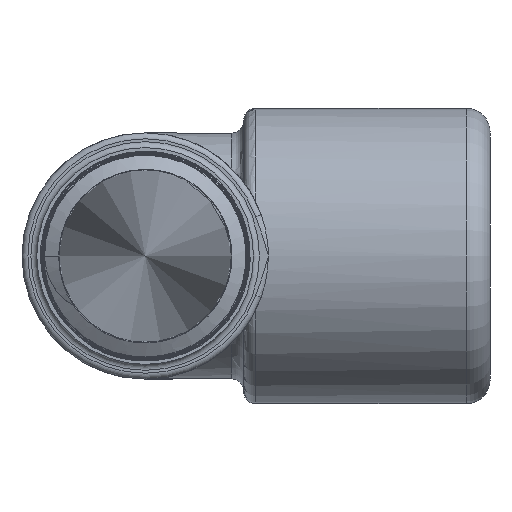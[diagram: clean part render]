
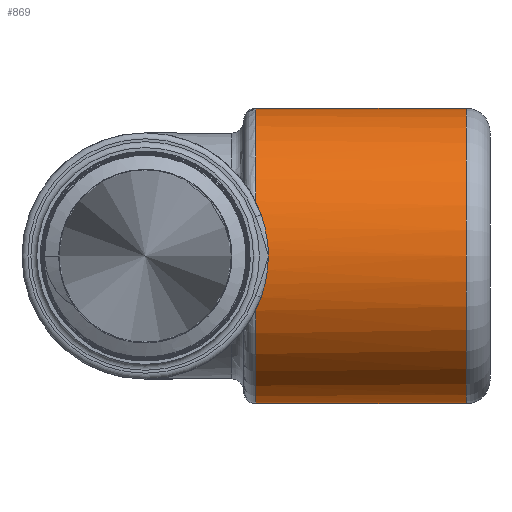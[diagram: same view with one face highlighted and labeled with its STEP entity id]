
A CAD part, front view. The second image highlights one B-rep face of the part: STEP entity #869.
In plain terms, the highlighted cylindrical face has radius 9.525 mm (diameter 19.05 mm), a full revolution.
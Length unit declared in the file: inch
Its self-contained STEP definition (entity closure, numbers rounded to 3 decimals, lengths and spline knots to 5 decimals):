
#54=CYLINDRICAL_SURFACE('',#989,0.375);
#85=CIRCLE('',#981,0.375);
#88=CIRCLE('',#985,0.375);
#89=CIRCLE('',#986,0.375);
#90=CIRCLE('',#987,0.375);
#129=FACE_OUTER_BOUND('',#181,.T.);
#181=EDGE_LOOP('',(#710,#711,#712,#713,#714,#715,#716,#717,#718,#719));
#245=B_SPLINE_CURVE_WITH_KNOTS('',3,(#2766,#2767,#2768,#2769),
 .UNSPECIFIED.,.F.,.F.,(4,4),(1.29554,1.5642),
 .UNSPECIFIED.);
#246=B_SPLINE_CURVE_WITH_KNOTS('',3,(#2794,#2795,#2796,#2797,#2798,#2799,
#2800),.UNSPECIFIED.,.F.,.F.,(4,3,4),(1.02687,1.29421,
1.29554),.UNSPECIFIED.);
#247=B_SPLINE_CURVE_WITH_KNOTS('',3,(#2803,#2804,#2805,#2806,#2807,#2808),
 .UNSPECIFIED.,.F.,.F.,(4,2,4),(0.93367,0.97837,1.02687),
 .UNSPECIFIED.);
#252=B_SPLINE_CURVE_WITH_KNOTS('',3,(#2863,#2864,#2865,#2866,#2867,#2868),
 .UNSPECIFIED.,.F.,.F.,(4,2,4),(1.5642,1.61271,1.65741),
 .UNSPECIFIED.);
#287=LINE('',#2889,#319);
#319=VECTOR('',#1173,0.375);
#388=VERTEX_POINT('',#2715);
#390=VERTEX_POINT('',#2731);
#391=VERTEX_POINT('',#2733);
#392=VERTEX_POINT('',#2802);
#401=VERTEX_POINT('',#2852);
#404=VERTEX_POINT('',#2880);
#405=VERTEX_POINT('',#2882);
#406=VERTEX_POINT('',#2884);
#502=EDGE_CURVE('',#388,#390,#245,.T.);
#503=EDGE_CURVE('',#391,#388,#246,.T.);
#504=EDGE_CURVE('',#392,#391,#247,.T.);
#514=EDGE_CURVE('',#390,#401,#252,.T.);
#518=EDGE_CURVE('',#392,#401,#85,.T.);
#521=EDGE_CURVE('',#404,#405,#88,.T.);
#522=EDGE_CURVE('',#405,#406,#89,.T.);
#523=EDGE_CURVE('',#406,#404,#90,.T.);
#525=EDGE_CURVE('',#405,#388,#287,.T.);
#710=ORIENTED_EDGE('',*,*,#523,.F.);
#711=ORIENTED_EDGE('',*,*,#522,.F.);
#712=ORIENTED_EDGE('',*,*,#525,.T.);
#713=ORIENTED_EDGE('',*,*,#502,.T.);
#714=ORIENTED_EDGE('',*,*,#514,.T.);
#715=ORIENTED_EDGE('',*,*,#518,.F.);
#716=ORIENTED_EDGE('',*,*,#504,.T.);
#717=ORIENTED_EDGE('',*,*,#503,.T.);
#718=ORIENTED_EDGE('',*,*,#525,.F.);
#719=ORIENTED_EDGE('',*,*,#521,.F.);
#869=ADVANCED_FACE('',(#129),#54,.T.);
#981=AXIS2_PLACEMENT_3D('',#2875,#1155,#1156);
#985=AXIS2_PLACEMENT_3D('',#2883,#1163,#1164);
#986=AXIS2_PLACEMENT_3D('',#2885,#1165,#1166);
#987=AXIS2_PLACEMENT_3D('',#2886,#1167,#1168);
#989=AXIS2_PLACEMENT_3D('',#2888,#1171,#1172);
#1155=DIRECTION('center_axis',(-1.,0.,0.));
#1156=DIRECTION('ref_axis',(0.,1.,0.));
#1163=DIRECTION('center_axis',(1.,0.,0.));
#1164=DIRECTION('ref_axis',(0.,-1.,0.));
#1165=DIRECTION('center_axis',(1.,0.,0.));
#1166=DIRECTION('ref_axis',(0.,-1.,0.));
#1167=DIRECTION('center_axis',(1.,0.,0.));
#1168=DIRECTION('ref_axis',(0.,-1.,0.));
#1171=DIRECTION('center_axis',(1.,0.,0.));
#1172=DIRECTION('ref_axis',(0.,1.,0.));
#1173=DIRECTION('',(-1.,0.,0.));
#2715=CARTESIAN_POINT('',(0.3125,-0.375,0.));
#2731=CARTESIAN_POINT('',(0.29433,-0.36,-0.105));
#2733=CARTESIAN_POINT('',(0.29433,-0.36,0.105));
#2766=CARTESIAN_POINT('Ctrl Pts',(0.3125,-0.375,0.));
#2767=CARTESIAN_POINT('Ctrl Pts',(0.3125,-0.375,-0.03526));
#2768=CARTESIAN_POINT('Ctrl Pts',(0.30627,-0.36976,
-0.07153));
#2769=CARTESIAN_POINT('Ctrl Pts',(0.29433,-0.36,-0.105));
#2794=CARTESIAN_POINT('Ctrl Pts',(0.29433,-0.36,0.105));
#2795=CARTESIAN_POINT('Ctrl Pts',(0.30573,-0.36932,
0.07306));
#2796=CARTESIAN_POINT('Ctrl Pts',(0.31252,-0.37502,
0.03607));
#2797=CARTESIAN_POINT('Ctrl Pts',(0.3125,-0.375,
0.00053));
#2798=CARTESIAN_POINT('Ctrl Pts',(0.3125,-0.375,0.00035));
#2799=CARTESIAN_POINT('Ctrl Pts',(0.3125,-0.375,0.00018));
#2800=CARTESIAN_POINT('Ctrl Pts',(0.3125,-0.375,0.));
#2802=CARTESIAN_POINT('',(0.28,-0.34838,0.13877));
#2803=CARTESIAN_POINT('Ctrl Pts',(0.28,-0.34838,
0.13877));
#2804=CARTESIAN_POINT('Ctrl Pts',(0.28258,-0.35046,
0.13356));
#2805=CARTESIAN_POINT('Ctrl Pts',(0.28503,-0.35244,
0.12825));
#2806=CARTESIAN_POINT('Ctrl Pts',(0.28984,-0.35634,
0.117));
#2807=CARTESIAN_POINT('Ctrl Pts',(0.29218,-0.35824,
0.11104));
#2808=CARTESIAN_POINT('Ctrl Pts',(0.29433,-0.36,0.105));
#2852=CARTESIAN_POINT('',(0.28,-0.34838,-0.13877));
#2863=CARTESIAN_POINT('Ctrl Pts',(0.29433,-0.36,-0.105));
#2864=CARTESIAN_POINT('Ctrl Pts',(0.29218,-0.35824,
-0.11104));
#2865=CARTESIAN_POINT('Ctrl Pts',(0.28984,-0.35634,
-0.117));
#2866=CARTESIAN_POINT('Ctrl Pts',(0.28503,-0.35244,
-0.12825));
#2867=CARTESIAN_POINT('Ctrl Pts',(0.28258,-0.35046,
-0.13356));
#2868=CARTESIAN_POINT('Ctrl Pts',(0.28,-0.34838,
-0.13877));
#2875=CARTESIAN_POINT('Origin',(0.28,0.,0.));
#2880=CARTESIAN_POINT('',(0.815,0.,0.375));
#2882=CARTESIAN_POINT('',(0.815,-0.375,0.));
#2883=CARTESIAN_POINT('Origin',(0.815,0.,0.));
#2884=CARTESIAN_POINT('',(0.815,0.375,0.));
#2885=CARTESIAN_POINT('Origin',(0.815,0.,0.));
#2886=CARTESIAN_POINT('Origin',(0.815,0.,0.));
#2888=CARTESIAN_POINT('Origin',(0.5625,0.,0.));
#2889=CARTESIAN_POINT('',(0.5625,-0.375,0.));
